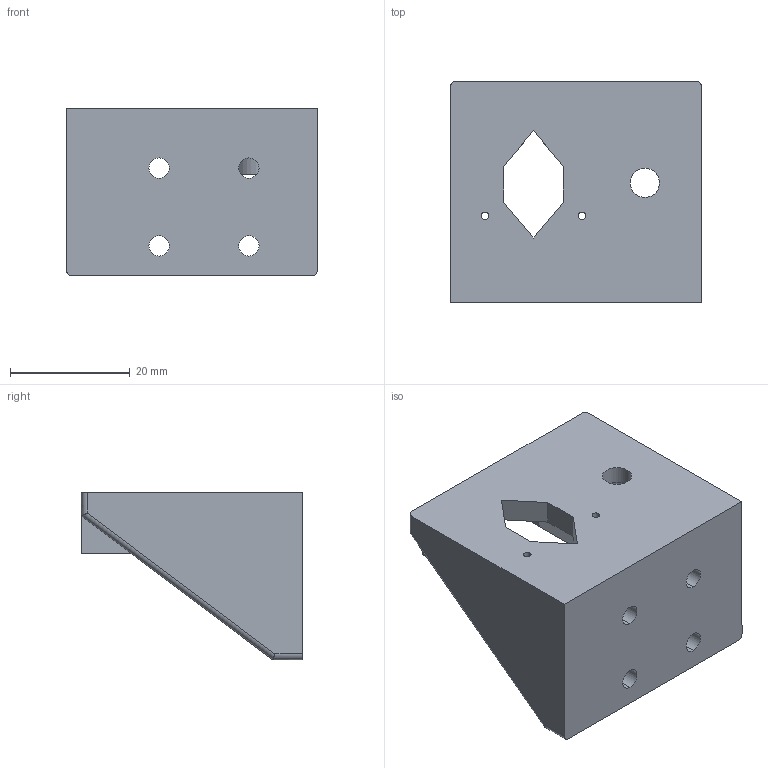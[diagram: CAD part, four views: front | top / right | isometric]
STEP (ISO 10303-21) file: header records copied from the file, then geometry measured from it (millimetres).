
FILE_DESCRIPTION (( 'STEP AP214' ), '1' );
FILE_NAME ('3D Printed, Laser Bracket, Actual.STEP', '2021-03-30T05:02:26', ( '' ), ( '' ), 'SwSTEP 2.0', 'SolidWorks 2019', '' );
FILE_SCHEMA (( 'AUTOMOTIVE_DESIGN' ));
Length unit declared in the file: millimetre
Products named in the file (1): 3D Printed, Laser Bracket, Actual
Bounding box: 42 x 37 x 28 mm (x, y, z)
Volume: 13135.6 mm3; surface area: 8522.5 mm2
Topology: 1 solids, 1 shells, 66 faces, 173 edges, 112 vertices
Faces by surface type: cylinder 33, plane 33
Entity records: 2163 total; most frequent: CARTESIAN_POINT 456, ORIENTED_EDGE 346, DIRECTION 343, EDGE_CURVE 173, AXIS2_PLACEMENT_3D 117, VERTEX_POINT 112, LINE 109, VECTOR 109
